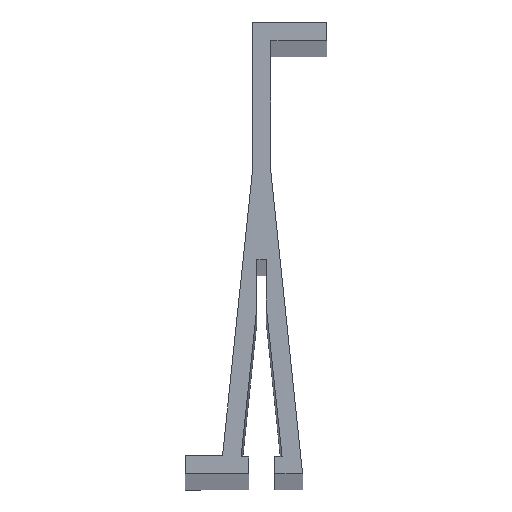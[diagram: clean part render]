
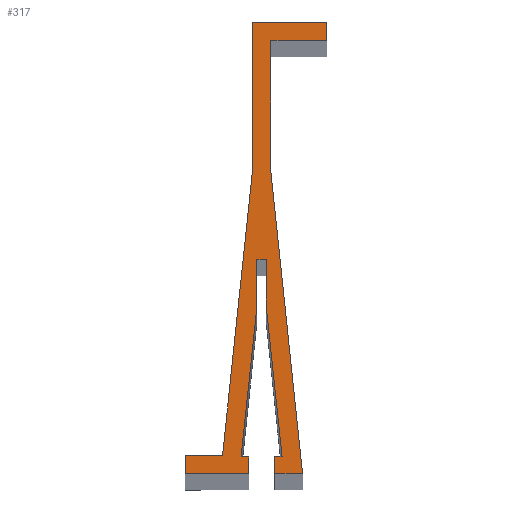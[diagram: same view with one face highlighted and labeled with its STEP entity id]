
A CAD part, top view. The second image highlights one B-rep face of the part: STEP entity #317.
In plain terms, the highlighted planar face has unit normal (0, 0, 1).
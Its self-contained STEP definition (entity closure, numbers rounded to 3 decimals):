
#1 = CARTESIAN_POINT ( 'NONE',  ( 8., -2., 1000. ) ) ;
#2 = VERTEX_POINT ( 'NONE', #571 ) ;
#6 = ORIENTED_EDGE ( 'NONE', *, *, #394, .T. ) ;
#10 = CARTESIAN_POINT ( 'NONE',  ( 3.2, -46.7, 1000. ) ) ;
#12 = VECTOR ( 'NONE', #408, 1000. ) ;
#15 = DIRECTION ( 'NONE',  ( 1., 0., 0. ) ) ;
#18 = EDGE_CURVE ( 'NONE', #243, #302, #343, .T. ) ;
#19 = CARTESIAN_POINT ( 'NONE',  ( 2.4, -47.5, 1000. ) ) ;
#20 = VERTEX_POINT ( 'NONE', #681 ) ;
#31 = VERTEX_POINT ( 'NONE', #564 ) ;
#34 = VECTOR ( 'NONE', #285, 1000. ) ;
#41 = ORIENTED_EDGE ( 'NONE', *, *, #674, .T. ) ;
#42 = VECTOR ( 'NONE', #121, 1000. ) ;
#47 = EDGE_CURVE ( 'NONE', #484, #128, #347, .T. ) ;
#51 = CARTESIAN_POINT ( 'NONE',  ( -0.4, -46.7, 1000. ) ) ;
#52 = CARTESIAN_POINT ( 'NONE',  ( -1.2, -46.7, 1000. ) ) ;
#53 = ORIENTED_EDGE ( 'NONE', *, *, #617, .T. ) ;
#54 = VECTOR ( 'NONE', #70, 1000. ) ;
#56 = DIRECTION ( 'NONE',  ( 0.105, -0.995, 0. ) ) ;
#57 = VERTEX_POINT ( 'NONE', #245 ) ;
#59 = CARTESIAN_POINT ( 'NONE',  ( 8., 0., 1000. ) ) ;
#60 = DIRECTION ( 'NONE',  ( 0., -1., 0. ) ) ;
#64 = ORIENTED_EDGE ( 'NONE', *, *, #416, .T. ) ;
#65 = EDGE_CURVE ( 'NONE', #353, #389, #465, .T. ) ;
#70 = DIRECTION ( 'NONE',  ( -0.105, 0.995, 0. ) ) ;
#82 = CARTESIAN_POINT ( 'NONE',  ( 1.497, -25.5, 1000. ) ) ;
#112 = VECTOR ( 'NONE', #463, 1000. ) ;
#116 = VERTEX_POINT ( 'NONE', #82 ) ;
#118 = CARTESIAN_POINT ( 'NONE',  ( -1.3, -48.5, 1000. ) ) ;
#121 = DIRECTION ( 'NONE',  ( 0., -1., 0. ) ) ;
#123 = CARTESIAN_POINT ( 'NONE',  ( -7.2, -48.5, 1000. ) ) ;
#124 = PLANE ( 'NONE',  #215 ) ;
#126 = VERTEX_POINT ( 'NONE', #703 ) ;
#127 = CARTESIAN_POINT ( 'NONE',  ( 3.2, -46.7, 1000. ) ) ;
#128 = VERTEX_POINT ( 'NONE', #200 ) ;
#129 = CARTESIAN_POINT ( 'NONE',  ( 2., -16.15, 1000. ) ) ;
#132 = ORIENTED_EDGE ( 'NONE', *, *, #287, .T. ) ;
#136 = ORIENTED_EDGE ( 'NONE', *, *, #399, .T. ) ;
#137 = LINE ( 'NONE', #359, #151 ) ;
#140 = VECTOR ( 'NONE', #725, 1000. ) ;
#141 = CARTESIAN_POINT ( 'NONE',  ( 2.4, -46.7, 1000. ) ) ;
#151 = VECTOR ( 'NONE', #705, 1000. ) ;
#154 = EDGE_CURVE ( 'NONE', #389, #484, #593, .T. ) ;
#157 = ORIENTED_EDGE ( 'NONE', *, *, #726, .T. ) ;
#159 = CARTESIAN_POINT ( 'NONE',  ( 8., -2., 1000. ) ) ;
#161 = ORIENTED_EDGE ( 'NONE', *, *, #254, .T. ) ;
#166 = LINE ( 'NONE', #263, #280 ) ;
#176 = VECTOR ( 'NONE', #369, 1000. ) ;
#179 = VECTOR ( 'NONE', #56, 1000. ) ;
#183 = CARTESIAN_POINT ( 'NONE',  ( 2.5, -2.5, 1000. ) ) ;
#189 = ORIENTED_EDGE ( 'NONE', *, *, #612, .T. ) ;
#198 = LINE ( 'NONE', #300, #176 ) ;
#200 = CARTESIAN_POINT ( 'NONE',  ( 5.4, -48.5, 1000. ) ) ;
#209 = CARTESIAN_POINT ( 'NONE',  ( -3.19, -46.5, 1000. ) ) ;
#213 = CARTESIAN_POINT ( 'NONE',  ( 0., -16.15, 1000. ) ) ;
#215 = AXIS2_PLACEMENT_3D ( 'NONE', #183, #620, #15 ) ;
#220 = EDGE_CURVE ( 'NONE', #328, #237, #668, .T. ) ;
#227 = ORIENTED_EDGE ( 'NONE', *, *, #220, .T. ) ;
#231 = EDGE_CURVE ( 'NONE', #20, #31, #730, .T. ) ;
#237 = VERTEX_POINT ( 'NONE', #665 ) ;
#243 = VERTEX_POINT ( 'NONE', #727 ) ;
#245 = CARTESIAN_POINT ( 'NONE',  ( -0.4, -48.5, 1000. ) ) ;
#254 = EDGE_CURVE ( 'NONE', #506, #2, #166, .T. ) ;
#261 = VECTOR ( 'NONE', #60, 1000. ) ;
#263 = CARTESIAN_POINT ( 'NONE',  ( 2., -2.5, 1000. ) ) ;
#269 = LINE ( 'NONE', #51, #680 ) ;
#272 = DIRECTION ( 'NONE',  ( -1., 0., 0. ) ) ;
#280 = VECTOR ( 'NONE', #381, 1000. ) ;
#281 = CARTESIAN_POINT ( 'NONE',  ( 1.497, -30.5, 1000. ) ) ;
#285 = DIRECTION ( 'NONE',  ( 0., -1., 0. ) ) ;
#286 = CARTESIAN_POINT ( 'NONE',  ( 5.4, -48.5, 1000. ) ) ;
#287 = EDGE_CURVE ( 'NONE', #237, #126, #445, .T. ) ;
#291 = VECTOR ( 'NONE', #508, 1000. ) ;
#300 = CARTESIAN_POINT ( 'NONE',  ( 1.497, -25.5, 1000. ) ) ;
#302 = VERTEX_POINT ( 'NONE', #610 ) ;
#303 = CARTESIAN_POINT ( 'NONE',  ( 0., 0., 1000. ) ) ;
#305 = EDGE_LOOP ( 'NONE', ( #157, #53, #41, #619, #6, #431, #136, #189, #227, #132, #64, #333, #547, #701, #457, #575, #419, #348, #161, #625 ) ) ;
#317 = ADVANCED_FACE ( 'NONE', ( #689 ), #124, .T. ) ;
#328 = VERTEX_POINT ( 'NONE', #454 ) ;
#333 = ORIENTED_EDGE ( 'NONE', *, *, #511, .T. ) ;
#338 = VERTEX_POINT ( 'NONE', #59 ) ;
#339 = EDGE_CURVE ( 'NONE', #723, #353, #346, .T. ) ;
#342 = LINE ( 'NONE', #281, #34 ) ;
#343 = LINE ( 'NONE', #123, #261 ) ;
#346 = LINE ( 'NONE', #10, #179 ) ;
#347 = LINE ( 'NONE', #286, #387 ) ;
#348 = ORIENTED_EDGE ( 'NONE', *, *, #708, .T. ) ;
#353 = VERTEX_POINT ( 'NONE', #127 ) ;
#354 = CARTESIAN_POINT ( 'NONE',  ( 2., -16.15, 1000. ) ) ;
#359 = CARTESIAN_POINT ( 'NONE',  ( 8., 0., 1000. ) ) ;
#369 = DIRECTION ( 'NONE',  ( 1., 0., 0. ) ) ;
#375 = VERTEX_POINT ( 'NONE', #1 ) ;
#380 = CARTESIAN_POINT ( 'NONE',  ( 0.497, -25.5, 1000. ) ) ;
#381 = DIRECTION ( 'NONE',  ( 0., 1., 0. ) ) ;
#387 = VECTOR ( 'NONE', #401, 1000. ) ;
#389 = VERTEX_POINT ( 'NONE', #563 ) ;
#391 = DIRECTION ( 'NONE',  ( -1., 0., 0. ) ) ;
#394 = EDGE_CURVE ( 'NONE', #31, #243, #618, .T. ) ;
#399 = EDGE_CURVE ( 'NONE', #302, #57, #613, .T. ) ;
#401 = DIRECTION ( 'NONE',  ( 1., 0., 0. ) ) ;
#408 = DIRECTION ( 'NONE',  ( -1., 0., 0. ) ) ;
#410 = EDGE_CURVE ( 'NONE', #116, #723, #342, .T. ) ;
#416 = EDGE_CURVE ( 'NONE', #126, #611, #417, .T. ) ;
#417 = LINE ( 'NONE', #530, #646 ) ;
#419 = ORIENTED_EDGE ( 'NONE', *, *, #47, .T. ) ;
#424 = VERTEX_POINT ( 'NONE', #303 ) ;
#431 = ORIENTED_EDGE ( 'NONE', *, *, #18, .T. ) ;
#437 = LINE ( 'NONE', #548, #510 ) ;
#441 = LINE ( 'NONE', #159, #140 ) ;
#445 = LINE ( 'NONE', #672, #570 ) ;
#454 = CARTESIAN_POINT ( 'NONE',  ( -0.4, -46.7, 1000. ) ) ;
#457 = ORIENTED_EDGE ( 'NONE', *, *, #65, .T. ) ;
#463 = DIRECTION ( 'NONE',  ( 0., -1., 0. ) ) ;
#465 = LINE ( 'NONE', #141, #12 ) ;
#484 = VERTEX_POINT ( 'NONE', #527 ) ;
#506 = VERTEX_POINT ( 'NONE', #129 ) ;
#508 = DIRECTION ( 'NONE',  ( 1., 0., 0. ) ) ;
#510 = VECTOR ( 'NONE', #664, 1000. ) ;
#511 = EDGE_CURVE ( 'NONE', #611, #116, #198, .T. ) ;
#527 = CARTESIAN_POINT ( 'NONE',  ( 2.4, -48.5, 1000. ) ) ;
#530 = CARTESIAN_POINT ( 'NONE',  ( 0.497, -25.5, 1000. ) ) ;
#534 = DIRECTION ( 'NONE',  ( 0., 1., 0. ) ) ;
#544 = LINE ( 'NONE', #213, #42 ) ;
#547 = ORIENTED_EDGE ( 'NONE', *, *, #410, .T. ) ;
#548 = CARTESIAN_POINT ( 'NONE',  ( 1., 0., 1000. ) ) ;
#550 = DIRECTION ( 'NONE',  ( 0.105, 0.995, 0. ) ) ;
#563 = CARTESIAN_POINT ( 'NONE',  ( 2.4, -46.7, 1000. ) ) ;
#564 = CARTESIAN_POINT ( 'NONE',  ( -3.19, -46.5, 1000. ) ) ;
#565 = CARTESIAN_POINT ( 'NONE',  ( -7.2, -46.5, 1000. ) ) ;
#570 = VECTOR ( 'NONE', #550, 1000. ) ;
#571 = CARTESIAN_POINT ( 'NONE',  ( 2., -2., 1000. ) ) ;
#572 = VECTOR ( 'NONE', #272, 1000. ) ;
#575 = ORIENTED_EDGE ( 'NONE', *, *, #154, .T. ) ;
#591 = EDGE_CURVE ( 'NONE', #2, #375, #441, .T. ) ;
#593 = LINE ( 'NONE', #19, #112 ) ;
#610 = CARTESIAN_POINT ( 'NONE',  ( -7.2, -48.5, 1000. ) ) ;
#611 = VERTEX_POINT ( 'NONE', #380 ) ;
#612 = EDGE_CURVE ( 'NONE', #57, #328, #269, .T. ) ;
#613 = LINE ( 'NONE', #118, #291 ) ;
#617 = EDGE_CURVE ( 'NONE', #338, #424, #437, .T. ) ;
#618 = LINE ( 'NONE', #565, #683 ) ;
#619 = ORIENTED_EDGE ( 'NONE', *, *, #231, .T. ) ;
#620 = DIRECTION ( 'NONE',  ( 0., 0., 1. ) ) ;
#625 = ORIENTED_EDGE ( 'NONE', *, *, #591, .T. ) ;
#636 = CARTESIAN_POINT ( 'NONE',  ( 1.497, -30.5, 1000. ) ) ;
#642 = LINE ( 'NONE', #354, #54 ) ;
#646 = VECTOR ( 'NONE', #534, 1000. ) ;
#647 = VECTOR ( 'NONE', #657, 1000. ) ;
#651 = DIRECTION ( 'NONE',  ( 0., 1., 0. ) ) ;
#657 = DIRECTION ( 'NONE',  ( -0.105, -0.995, 0. ) ) ;
#664 = DIRECTION ( 'NONE',  ( -1., 0., 0. ) ) ;
#665 = CARTESIAN_POINT ( 'NONE',  ( -1.2, -46.7, 1000. ) ) ;
#668 = LINE ( 'NONE', #52, #572 ) ;
#672 = CARTESIAN_POINT ( 'NONE',  ( 0.497, -30.553, 1000. ) ) ;
#674 = EDGE_CURVE ( 'NONE', #424, #20, #544, .T. ) ;
#680 = VECTOR ( 'NONE', #651, 1000. ) ;
#681 = CARTESIAN_POINT ( 'NONE',  ( 0., -16.15, 1000. ) ) ;
#683 = VECTOR ( 'NONE', #391, 1000. ) ;
#689 = FACE_OUTER_BOUND ( 'NONE', #305, .T. ) ;
#701 = ORIENTED_EDGE ( 'NONE', *, *, #339, .T. ) ;
#703 = CARTESIAN_POINT ( 'NONE',  ( 0.497, -30.553, 1000. ) ) ;
#705 = DIRECTION ( 'NONE',  ( 0., 1., 0. ) ) ;
#708 = EDGE_CURVE ( 'NONE', #128, #506, #642, .T. ) ;
#723 = VERTEX_POINT ( 'NONE', #636 ) ;
#725 = DIRECTION ( 'NONE',  ( 1., 0., 0. ) ) ;
#726 = EDGE_CURVE ( 'NONE', #375, #338, #137, .T. ) ;
#727 = CARTESIAN_POINT ( 'NONE',  ( -7.2, -46.5, 1000. ) ) ;
#730 = LINE ( 'NONE', #209, #647 ) ;
